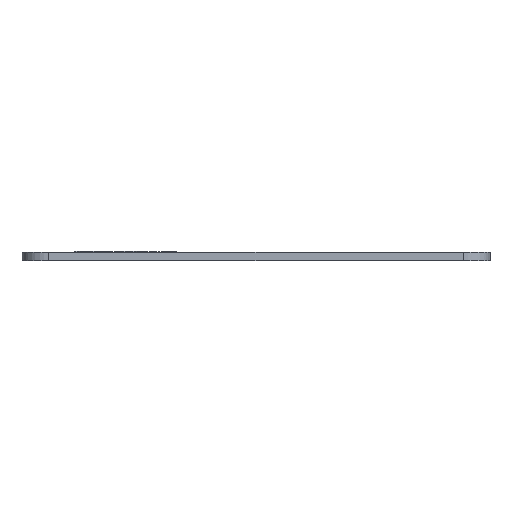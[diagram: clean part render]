
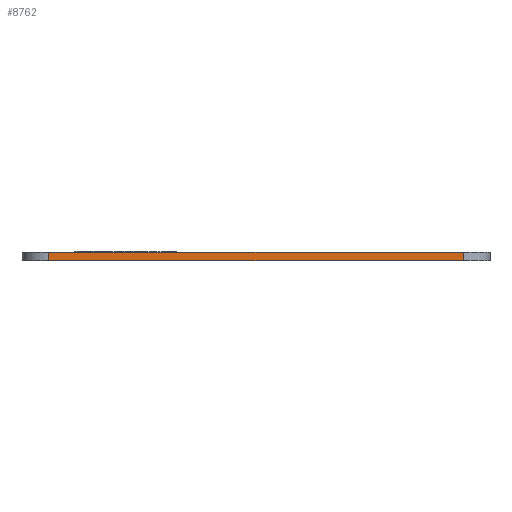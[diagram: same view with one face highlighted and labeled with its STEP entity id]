
A CAD part, front view. The second image highlights one B-rep face of the part: STEP entity #8762.
In plain terms, the highlighted planar face has unit normal (0, -1, 0).
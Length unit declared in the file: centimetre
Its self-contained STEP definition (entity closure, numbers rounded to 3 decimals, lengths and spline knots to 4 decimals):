
#1371=FACE_OUTER_BOUND('',#1884,.T.);
#1884=EDGE_LOOP('',(#8090,#8091,#8092,#8093));
#1977=LINE('',#10969,#2710);
#2552=LINE('',#17128,#3285);
#2560=LINE('',#17150,#3293);
#2579=LINE('',#17228,#3312);
#2710=VECTOR('',#9178,1.);
#3285=VECTOR('',#10067,1.);
#3293=VECTOR('',#10083,1.);
#3312=VECTOR('',#10148,1.);
#3446=VERTEX_POINT('',#10965);
#3448=VERTEX_POINT('',#10968);
#4175=VERTEX_POINT('',#17126);
#4185=VERTEX_POINT('',#17148);
#4358=EDGE_CURVE('',#3446,#3448,#1977,.T.);
#5427=EDGE_CURVE('',#4175,#3446,#2552,.T.);
#5438=EDGE_CURVE('',#4185,#4175,#2560,.T.);
#5477=EDGE_CURVE('',#3448,#4185,#2579,.T.);
#8090=ORIENTED_EDGE('',*,*,#5427,.F.);
#8091=ORIENTED_EDGE('',*,*,#5438,.F.);
#8092=ORIENTED_EDGE('',*,*,#5477,.F.);
#8093=ORIENTED_EDGE('',*,*,#4358,.F.);
#8296=PLANE('',#9031);
#8762=ADVANCED_FACE('',(#1371),#8296,.T.);
#9031=AXIS2_PLACEMENT_3D('',#17308,#10267,#10268);
#9178=DIRECTION('',(1.,0.,0.));
#10067=DIRECTION('',(0.,0.,1.));
#10083=DIRECTION('',(-1.,0.,0.));
#10148=DIRECTION('',(0.,0.,-1.));
#10267=DIRECTION('center_axis',(0.,-1.,0.));
#10268=DIRECTION('ref_axis',(1.,0.,0.));
#10965=CARTESIAN_POINT('',(1.2313,-10.6988,0.15));
#10968=CARTESIAN_POINT('',(8.8988,-10.6988,0.15));
#10969=CARTESIAN_POINT('',(9.3988,-10.6988,0.15));
#17126=CARTESIAN_POINT('',(1.2313,-10.6988,0.));
#17128=CARTESIAN_POINT('',(1.2313,-10.6988,0.));
#17148=CARTESIAN_POINT('',(8.8988,-10.6988,0.));
#17150=CARTESIAN_POINT('',(9.3988,-10.6988,0.));
#17228=CARTESIAN_POINT('',(8.8988,-10.6988,0.));
#17308=CARTESIAN_POINT('Origin',(0.7313,-10.6988,0.));
